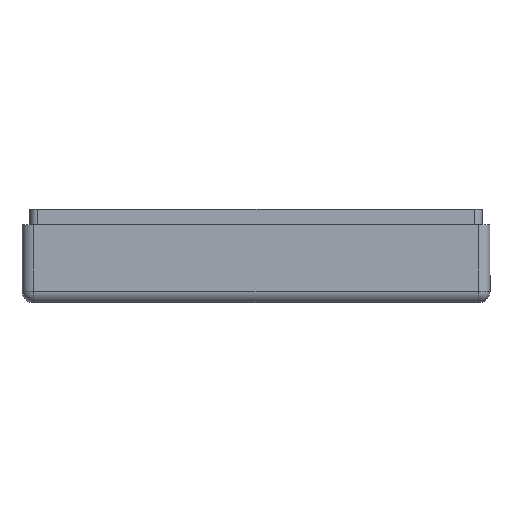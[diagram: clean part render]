
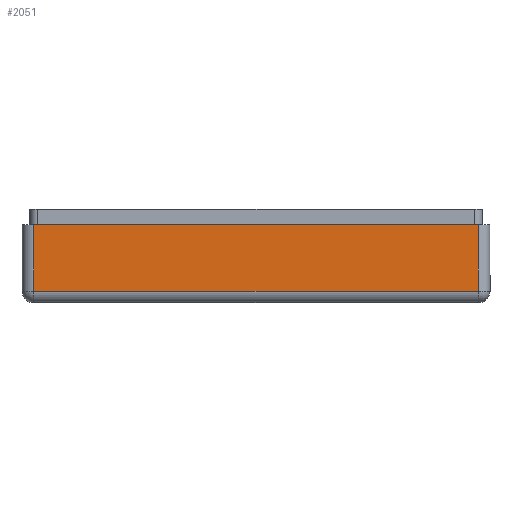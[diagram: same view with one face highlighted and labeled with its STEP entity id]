
A CAD part, left-side view. The second image highlights one B-rep face of the part: STEP entity #2051.
In plain terms, the highlighted planar face has unit normal (-1, 0, 0).
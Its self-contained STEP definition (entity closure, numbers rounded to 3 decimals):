
#134 = CARTESIAN_POINT ( 'NONE',  ( -50., 28.5, 2. ) ) ;
#396 = LINE ( 'NONE', #134, #1098 ) ;
#488 = LINE ( 'NONE', #1892, #820 ) ;
#509 = CARTESIAN_POINT ( 'NONE',  ( -50., -28.5, 1.5 ) ) ;
#671 = EDGE_CURVE ( 'NONE', #1503, #810, #396, .T. ) ;
#751 = VECTOR ( 'NONE', #788, 1000. ) ;
#788 = DIRECTION ( 'NONE',  ( 0., -1., 0. ) ) ;
#810 = VERTEX_POINT ( 'NONE', #2719 ) ;
#820 = VECTOR ( 'NONE', #2975, 1000. ) ;
#917 = AXIS2_PLACEMENT_3D ( 'NONE', #960, #2072, #3156 ) ;
#960 = CARTESIAN_POINT ( 'NONE',  ( -50., -30., 2. ) ) ;
#1063 = CARTESIAN_POINT ( 'NONE',  ( -50., 30., 10. ) ) ;
#1098 = VECTOR ( 'NONE', #1448, 1000. ) ;
#1176 = EDGE_CURVE ( 'NONE', #810, #2139, #2440, .T. ) ;
#1332 = ORIENTED_EDGE ( 'NONE', *, *, #1176, .T. ) ;
#1369 = CARTESIAN_POINT ( 'NONE',  ( -50., 28.5, 10. ) ) ;
#1448 = DIRECTION ( 'NONE',  ( 0., 0., -1. ) ) ;
#1503 = VERTEX_POINT ( 'NONE', #1369 ) ;
#1773 = PLANE ( 'NONE',  #917 ) ;
#1848 = ORIENTED_EDGE ( 'NONE', *, *, #671, .T. ) ;
#1892 = CARTESIAN_POINT ( 'NONE',  ( -50., -28.5, 2. ) ) ;
#1912 = LINE ( 'NONE', #1063, #2830 ) ;
#2051 = ADVANCED_FACE ( 'NONE', ( #2339 ), #1773, .F. ) ;
#2072 = DIRECTION ( 'NONE',  ( 1., 0., 0. ) ) ;
#2139 = VERTEX_POINT ( 'NONE', #509 ) ;
#2339 = FACE_OUTER_BOUND ( 'NONE', #3389, .T. ) ;
#2440 = LINE ( 'NONE', #3515, #751 ) ;
#2447 = ORIENTED_EDGE ( 'NONE', *, *, #3309, .T. ) ;
#2489 = CARTESIAN_POINT ( 'NONE',  ( -50., -28.5, 10. ) ) ;
#2677 = ORIENTED_EDGE ( 'NONE', *, *, #2856, .F. ) ;
#2718 = DIRECTION ( 'NONE',  ( 0., -1., 0. ) ) ;
#2719 = CARTESIAN_POINT ( 'NONE',  ( -50., 28.5, 1.5 ) ) ;
#2830 = VECTOR ( 'NONE', #2718, 1000. ) ;
#2856 = EDGE_CURVE ( 'NONE', #1503, #3421, #1912, .T. ) ;
#2975 = DIRECTION ( 'NONE',  ( 0., 0., 1. ) ) ;
#3156 = DIRECTION ( 'NONE',  ( 0., 0., -1. ) ) ;
#3309 = EDGE_CURVE ( 'NONE', #2139, #3421, #488, .T. ) ;
#3389 = EDGE_LOOP ( 'NONE', ( #1848, #1332, #2447, #2677 ) ) ;
#3421 = VERTEX_POINT ( 'NONE', #2489 ) ;
#3515 = CARTESIAN_POINT ( 'NONE',  ( -50., -30., 1.5 ) ) ;
